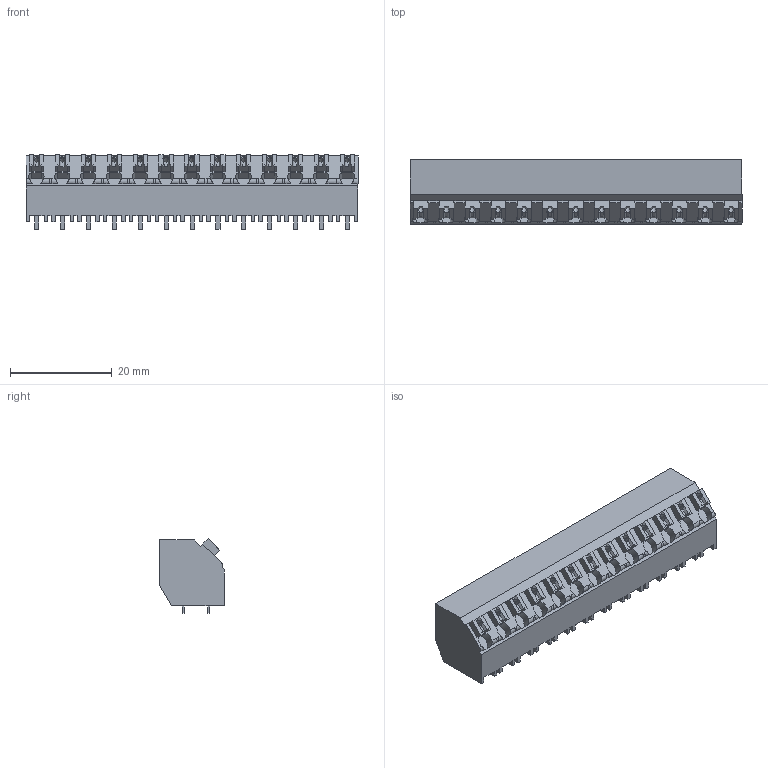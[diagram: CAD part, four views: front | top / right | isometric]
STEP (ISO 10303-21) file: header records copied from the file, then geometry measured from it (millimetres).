
FILE_DESCRIPTION(('CATIA V5 STEP Exchange','CAx-IF Rec.Pracs.--- Model Styling and Organization---1.2---2011-12-15'),'2;1');
FILE_NAME ('D1458421_0_1884840000_1884840000.stp','2018-03-20T13:25:49+00:00',('none'),('Weidmueller'),'CATIA Version 5-6 Release 2014','CATIA V5 STEP AP214','none');
FILE_SCHEMA(('AUTOMOTIVE_DESIGN { 1 0 10303 214 1 1 1 1 }'));
Length unit declared in the file: millimetre
Products named in the file (1): 1884840000
Bounding box: 65.16 x 12.7 x 14.66 mm (x, y, z)
Volume: 7526.8 mm3; surface area: 7014.3 mm2
Topology: 40 solids, 40 shells, 959 faces, 2756 edges, 1889 vertices
Faces by surface type: plane 870, cylinder 89
Entity records: 28600 total; most frequent: CARTESIAN_POINT 5566, ORIENTED_EDGE 5512, DIRECTION 3504, EDGE_CURVE 2756, VECTOR 2471, LINE 2471, VERTEX_POINT 1889, EDGE_LOOP 997
